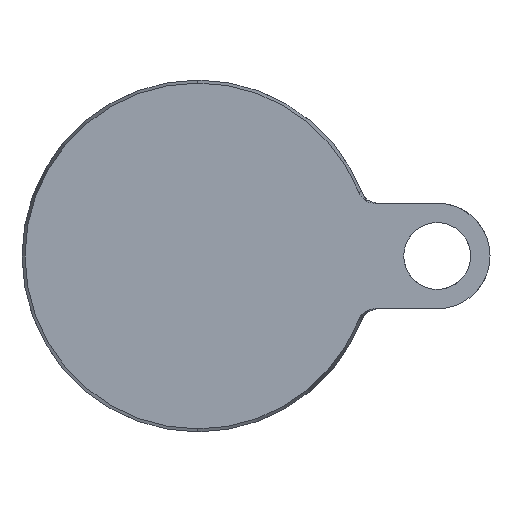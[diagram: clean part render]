
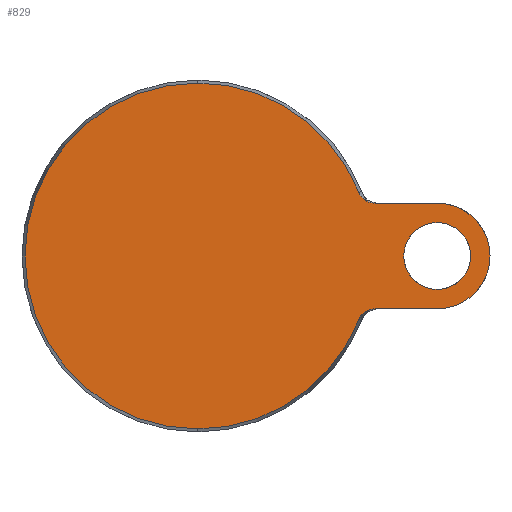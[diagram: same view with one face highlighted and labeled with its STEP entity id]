
A CAD part, front view. The second image highlights one B-rep face of the part: STEP entity #829.
In plain terms, the highlighted planar face has unit normal (0, -1, 0).
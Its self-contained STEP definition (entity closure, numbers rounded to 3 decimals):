
#6 = VERTEX_POINT ( 'NONE', #1058 ) ;
#7 = DIRECTION ( 'NONE',  ( 0., -1., 0. ) ) ;
#13 = DIRECTION ( 'NONE',  ( 0., 0., 1. ) ) ;
#21 = ORIENTED_EDGE ( 'NONE', *, *, #112, .T. ) ;
#23 = CIRCLE ( 'NONE', #693, 15. ) ;
#47 = EDGE_CURVE ( 'NONE', #968, #677, #689, .T. ) ;
#65 = DIRECTION ( 'NONE',  ( 0., 0., 1. ) ) ;
#70 = LINE ( 'NONE', #271, #781 ) ;
#85 = EDGE_CURVE ( 'NONE', #799, #994, #1117, .T. ) ;
#96 = CARTESIAN_POINT ( 'NONE',  ( 49.116, 0., -15.149 ) ) ;
#98 = DIRECTION ( 'NONE',  ( 1., 0., 0. ) ) ;
#112 = EDGE_CURVE ( 'NONE', #851, #1162, #502, .T. ) ;
#119 = CARTESIAN_POINT ( 'NONE',  ( 0., 0., 0. ) ) ;
#146 = ORIENTED_EDGE ( 'NONE', *, *, #882, .T. ) ;
#153 = CARTESIAN_POINT ( 'NONE',  ( 49.86, 0., 15. ) ) ;
#156 = CARTESIAN_POINT ( 'NONE',  ( 68., 0., -9.5 ) ) ;
#171 = CARTESIAN_POINT ( 'NONE',  ( 47.73, 0., -15.726 ) ) ;
#176 = CARTESIAN_POINT ( 'NONE',  ( 47.738, 0., 15.721 ) ) ;
#177 = CARTESIAN_POINT ( 'NONE',  ( 0., 0., -49.143 ) ) ;
#179 = AXIS2_PLACEMENT_3D ( 'NONE', #539, #885, #65 ) ;
#188 = EDGE_CURVE ( 'NONE', #839, #6, #70, .T. ) ;
#189 = CARTESIAN_POINT ( 'NONE',  ( 46.575, 0., -16.681 ) ) ;
#190 = DIRECTION ( 'NONE',  ( 0., 1., 0. ) ) ;
#191 = ORIENTED_EDGE ( 'NONE', *, *, #236, .T. ) ;
#193 = DIRECTION ( 'NONE',  ( 0., 0., -1. ) ) ;
#236 = EDGE_CURVE ( 'NONE', #1162, #851, #800, .T. ) ;
#239 = ORIENTED_EDGE ( 'NONE', *, *, #599, .F. ) ;
#243 = DIRECTION ( 'NONE',  ( 0., 0., 1. ) ) ;
#246 = CARTESIAN_POINT ( 'NONE',  ( -49.143, 0., 0. ) ) ;
#268 = CARTESIAN_POINT ( 'NONE',  ( 68., 0., 15. ) ) ;
#271 = CARTESIAN_POINT ( 'NONE',  ( 15., 0., -15. ) ) ;
#279 = CARTESIAN_POINT ( 'NONE',  ( 45.66, 0., 18.169 ) ) ;
#283 = CIRCLE ( 'NONE', #751, 49.143 ) ;
#287 = CARTESIAN_POINT ( 'NONE',  ( 46.749, 0., -16.497 ) ) ;
#290 = VERTEX_POINT ( 'NONE', #555 ) ;
#304 = CIRCLE ( 'NONE', #858, 49.143 ) ;
#311 = EDGE_CURVE ( 'NONE', #290, #968, #304, .T. ) ;
#320 = VECTOR ( 'NONE', #98, 1000. ) ;
#338 = CARTESIAN_POINT ( 'NONE',  ( 0., 0., 0. ) ) ;
#340 = CARTESIAN_POINT ( 'NONE',  ( 50.366, 0., 15. ) ) ;
#357 = LINE ( 'NONE', #914, #320 ) ;
#362 = CARTESIAN_POINT ( 'NONE',  ( 48.405, 0., -15.385 ) ) ;
#367 = CARTESIAN_POINT ( 'NONE',  ( 49.862, 0., -15.019 ) ) ;
#435 = FACE_BOUND ( 'NONE', #946, .T. ) ;
#443 = EDGE_CURVE ( 'NONE', #994, #290, #283, .T. ) ;
#459 = CARTESIAN_POINT ( 'NONE',  ( 45.848, 0., -17.699 ) ) ;
#473 = CARTESIAN_POINT ( 'NONE',  ( 68., 0., 0. ) ) ;
#483 = CARTESIAN_POINT ( 'NONE',  ( 45.66, 0., -18.169 ) ) ;
#502 = CIRCLE ( 'NONE', #179, 9.5 ) ;
#506 = DIRECTION ( 'NONE',  ( 0., -1., 0. ) ) ;
#507 = VERTEX_POINT ( 'NONE', #268 ) ;
#526 = CARTESIAN_POINT ( 'NONE',  ( 45.66, 0., 18.169 ) ) ;
#535 = CARTESIAN_POINT ( 'NONE',  ( 50.113, 0., -15. ) ) ;
#539 = CARTESIAN_POINT ( 'NONE',  ( 68., 0., 0. ) ) ;
#540 = ORIENTED_EDGE ( 'NONE', *, *, #47, .T. ) ;
#548 = CARTESIAN_POINT ( 'NONE',  ( 48.644, 0., 15.292 ) ) ;
#551 = CARTESIAN_POINT ( 'NONE',  ( 50.366, 0., -15. ) ) ;
#555 = CARTESIAN_POINT ( 'NONE',  ( 0., 0., 49.143 ) ) ;
#583 = ORIENTED_EDGE ( 'NONE', *, *, #443, .T. ) ;
#599 = EDGE_CURVE ( 'NONE', #507, #839, #23, .T. ) ;
#623 = CARTESIAN_POINT ( 'NONE',  ( 47.322, 0., 16. ) ) ;
#628 = CARTESIAN_POINT ( 'NONE',  ( 46.58, 0., 16.677 ) ) ;
#636 = DIRECTION ( 'NONE',  ( -1., 0., 0. ) ) ;
#650 = EDGE_CURVE ( 'NONE', #799, #507, #357, .T. ) ;
#670 = B_SPLINE_CURVE_WITH_KNOTS ( 'NONE', 3,
 ( #1007, #459, #891, #189, #287, #886, #1088, #171, #1187, #362, #739, #96, #1108, #367, #535, #551 ),
 .UNSPECIFIED., .F., .F.,
 ( 4, 2, 2, 2, 2, 2, 2, 4 ),
 ( 0., 0.001, 0.002, 0.003, 0.004, 0.004, 0.005, 0.006 ),
 .UNSPECIFIED. ) ;
#673 = AXIS2_PLACEMENT_3D ( 'NONE', #473, #834, #13 ) ;
#677 = VERTEX_POINT ( 'NONE', #483 ) ;
#689 = CIRCLE ( 'NONE', #1134, 49.143 ) ;
#693 = AXIS2_PLACEMENT_3D ( 'NONE', #1090, #190, #798 ) ;
#696 = DIRECTION ( 'NONE',  ( 0., 0., -1. ) ) ;
#708 = ORIENTED_EDGE ( 'NONE', *, *, #85, .T. ) ;
#711 = CARTESIAN_POINT ( 'NONE',  ( 48.407, 0., 15.384 ) ) ;
#717 = CARTESIAN_POINT ( 'NONE',  ( 49.366, 0., 15.074 ) ) ;
#718 = ORIENTED_EDGE ( 'NONE', *, *, #650, .F. ) ;
#730 = CARTESIAN_POINT ( 'NONE',  ( 46.108, 0., 17.258 ) ) ;
#739 = CARTESIAN_POINT ( 'NONE',  ( 48.637, 0., -15.295 ) ) ;
#751 = AXIS2_PLACEMENT_3D ( 'NONE', #338, #883, #696 ) ;
#770 = FACE_OUTER_BOUND ( 'NONE', #982, .T. ) ;
#781 = VECTOR ( 'NONE', #636, 1000. ) ;
#790 = DIRECTION ( 'NONE',  ( 0., 1., 0. ) ) ;
#791 = CARTESIAN_POINT ( 'NONE',  ( 68., 0., 9.5 ) ) ;
#798 = DIRECTION ( 'NONE',  ( 0., 0., -1. ) ) ;
#799 = VERTEX_POINT ( 'NONE', #340 ) ;
#800 = CIRCLE ( 'NONE', #673, 9.5 ) ;
#803 = AXIS2_PLACEMENT_3D ( 'NONE', #246, #790, #243 ) ;
#806 = CARTESIAN_POINT ( 'NONE',  ( 50.366, 0., 15. ) ) ;
#829 = ADVANCED_FACE ( 'NONE', ( #770, #435 ), #857, .F. ) ;
#834 = DIRECTION ( 'NONE',  ( 0., 1., 0. ) ) ;
#839 = VERTEX_POINT ( 'NONE', #1159 ) ;
#851 = VERTEX_POINT ( 'NONE', #156 ) ;
#857 = PLANE ( 'NONE',  #803 ) ;
#858 = AXIS2_PLACEMENT_3D ( 'NONE', #1006, #7, #193 ) ;
#862 = ORIENTED_EDGE ( 'NONE', *, *, #311, .T. ) ;
#882 = EDGE_CURVE ( 'NONE', #677, #6, #670, .T. ) ;
#883 = DIRECTION ( 'NONE',  ( 0., -1., 0. ) ) ;
#885 = DIRECTION ( 'NONE',  ( 0., 1., 0. ) ) ;
#886 = CARTESIAN_POINT ( 'NONE',  ( 47.118, 0., -16.16 ) ) ;
#891 = CARTESIAN_POINT ( 'NONE',  ( 46.1, 0., -17.269 ) ) ;
#914 = CARTESIAN_POINT ( 'NONE',  ( 15., 0., 15. ) ) ;
#946 = EDGE_LOOP ( 'NONE', ( #21, #191 ) ) ;
#952 = DIRECTION ( 'NONE',  ( 0., 0., -1. ) ) ;
#959 = ORIENTED_EDGE ( 'NONE', *, *, #188, .F. ) ;
#968 = VERTEX_POINT ( 'NONE', #177 ) ;
#982 = EDGE_LOOP ( 'NONE', ( #718, #708, #583, #862, #540, #146, #959, #239 ) ) ;
#983 = CARTESIAN_POINT ( 'NONE',  ( 47.955, 0., 15.598 ) ) ;
#990 = CARTESIAN_POINT ( 'NONE',  ( 45.848, 0., 17.699 ) ) ;
#994 = VERTEX_POINT ( 'NONE', #279 ) ;
#1006 = CARTESIAN_POINT ( 'NONE',  ( 0., 0., 0. ) ) ;
#1007 = CARTESIAN_POINT ( 'NONE',  ( 45.66, 0., -18.169 ) ) ;
#1058 = CARTESIAN_POINT ( 'NONE',  ( 50.366, 0., -15. ) ) ;
#1087 = CARTESIAN_POINT ( 'NONE',  ( 46.751, 0., 16.495 ) ) ;
#1088 = CARTESIAN_POINT ( 'NONE',  ( 47.314, 0., -16.005 ) ) ;
#1090 = CARTESIAN_POINT ( 'NONE',  ( 68., 0., 0. ) ) ;
#1108 = CARTESIAN_POINT ( 'NONE',  ( 49.363, 0., -15.093 ) ) ;
#1117 = B_SPLINE_CURVE_WITH_KNOTS ( 'NONE', 3,
 ( #806, #153, #717, #548, #711, #983, #176, #623, #1164, #1087, #628, #730, #990, #526 ),
 .UNSPECIFIED., .F., .F.,
 ( 4, 2, 2, 2, 2, 2, 4 ),
 ( 0., 0.001, 0.002, 0.003, 0.004, 0.004, 0.006 ),
 .UNSPECIFIED. ) ;
#1134 = AXIS2_PLACEMENT_3D ( 'NONE', #119, #506, #952 ) ;
#1159 = CARTESIAN_POINT ( 'NONE',  ( 68., 0., -15. ) ) ;
#1162 = VERTEX_POINT ( 'NONE', #791 ) ;
#1164 = CARTESIAN_POINT ( 'NONE',  ( 47.122, 0., 16.157 ) ) ;
#1187 = CARTESIAN_POINT ( 'NONE',  ( 47.952, 0., -15.6 ) ) ;
